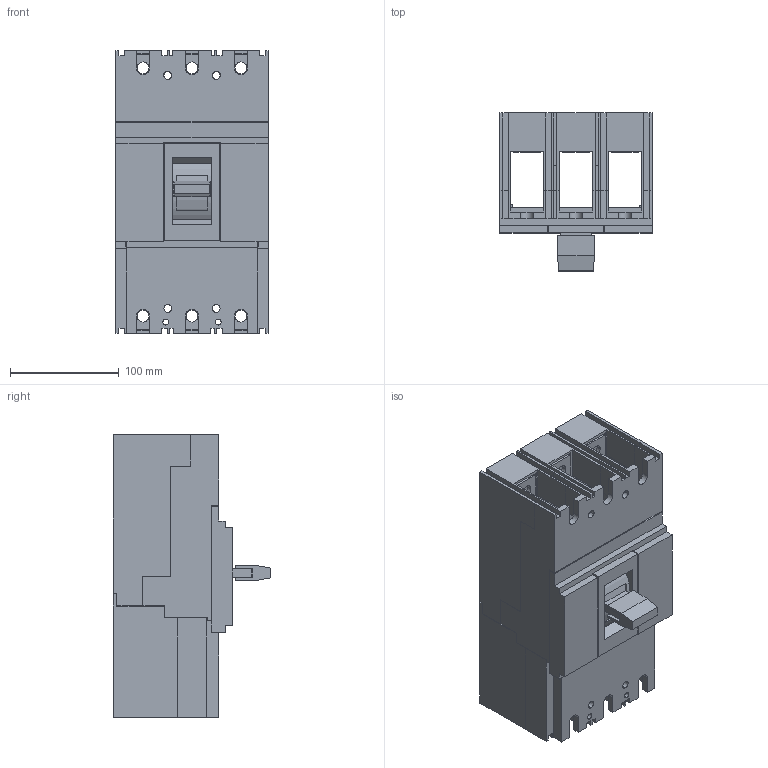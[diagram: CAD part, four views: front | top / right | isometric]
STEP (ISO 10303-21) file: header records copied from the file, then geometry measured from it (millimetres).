
FILE_DESCRIPTION((''),'2;1');
FILE_NAME('PROXY_ASSY_S400_3P-_ASM','2022-02-10T14:37:33',('boukher'),(''),'CREO PARAMETRIC BY PTC INC, 2021184','CREO PARAMETRIC BY PTC INC, 2021184','');
FILE_SCHEMA(('CONFIG_CONTROL_DESIGN','SHAPE_APPEARANCE_LAYERS_GROUPS'));
Length unit declared in the file: millimetre
Products named in the file (15): PROXY_ASSY_S400_3P-7; PROXY_ASSY_S400_3P-32; PROXY_ASSY_S400_3P-6; PROXY_ASSY_S400_3P-11; PROXY_ASSY_S400_3P-5; PROXY_ASSY_S400_3P-31; PROXY_ASSY_S400_3P-34; PROXY_ASSY_S400_3P-27; PROXY_ASSY_S400_3P-38; PROXY_ASSY_S400_3P-35; PROXY_ASSY_S400_3P-30; PROXY_ASSY_S400_3P-2; PROXY_ASSY_S400_3P-10; PROXY_ASSY_S400_3P-3; PROXY_ASSY_S400_3P-_ASM
Assembly tree (14 placements, depth 2):
  PROXY_ASSY_S400_3P-_ASM
    PROXY_ASSY_S400_3P-7
    PROXY_ASSY_S400_3P-32
    PROXY_ASSY_S400_3P-6
    PROXY_ASSY_S400_3P-11
    PROXY_ASSY_S400_3P-5
    PROXY_ASSY_S400_3P-31
    PROXY_ASSY_S400_3P-34
    PROXY_ASSY_S400_3P-27
    PROXY_ASSY_S400_3P-38
    PROXY_ASSY_S400_3P-35
    PROXY_ASSY_S400_3P-30
    PROXY_ASSY_S400_3P-2
    PROXY_ASSY_S400_3P-10
    PROXY_ASSY_S400_3P-3
Bounding box: 139.8 x 145 x 260 mm (x, y, z)
Volume: 960729.4 mm3; surface area: 386837.9 mm2
Topology: 14 solids, 14 shells, 464 faces, 1316 edges, 881 vertices
Faces by surface type: plane 405, cylinder 59
Entity records: 19674 total; most frequent: CARTESIAN_POINT 2696, ORIENTED_EDGE 2632, DIRECTION 2424, EDGE_CURVE 1316, VECTOR 1190, LINE 1190, PRESENTATION_STYLE_ASSIGNMENT 1163, STYLED_ITEM 1163
